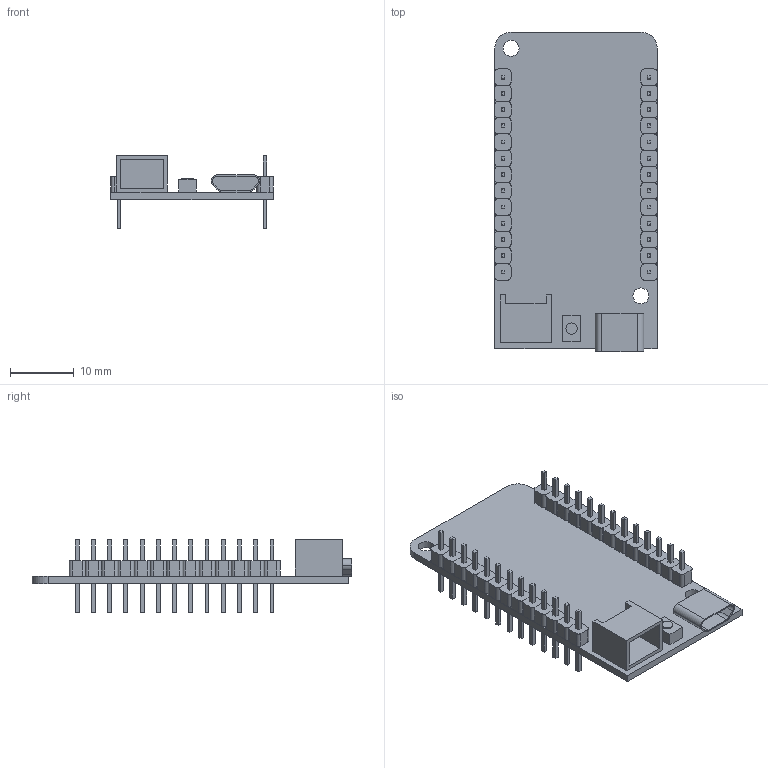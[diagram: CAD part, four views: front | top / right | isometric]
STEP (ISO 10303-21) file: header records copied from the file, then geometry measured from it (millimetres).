
FILE_DESCRIPTION(/* description */ (''),/* implementation_level */ '2;1');
FILE_NAME(/* name */ 'LOLIN32 Lite v9.step',/* time_stamp */ '2020-10-05T19:11:44+11:00',/* author */ (''),/* organization */ (''),/* preprocessor_version */ 'ST-DEVELOPER v18.1',/* originating_system */ 'Autodesk Translation Framework v9.3.0.1241',/* authorisation */ '');
FILE_SCHEMA (('AUTOMOTIVE_DESIGN { 1 0 10303 214 3 1 1 }'));
Length unit declared in the file: millimetre
Products named in the file (1): LOLIN32 Lite
Bounding box: 25.4 x 50.03 x 11.55 mm (x, y, z)
Volume: 2089.1 mm3; surface area: 4726.3 mm2
Topology: 27 solids, 27 shells, 1068 faces, 2505 edges, 1600 vertices
Faces by surface type: plane 817, cylinder 251
Full cylindrical faces by diameter (mm): 1 x26, 1.75 x1, 2.5 x2
Entity records: 30545 total; most frequent: CARTESIAN_POINT 5174, DIRECTION 5145, ORIENTED_EDGE 5010, EDGE_CURVE 2505, LINE 2003, VECTOR 2003, VERTEX_POINT 1600, AXIS2_PLACEMENT_3D 1571
